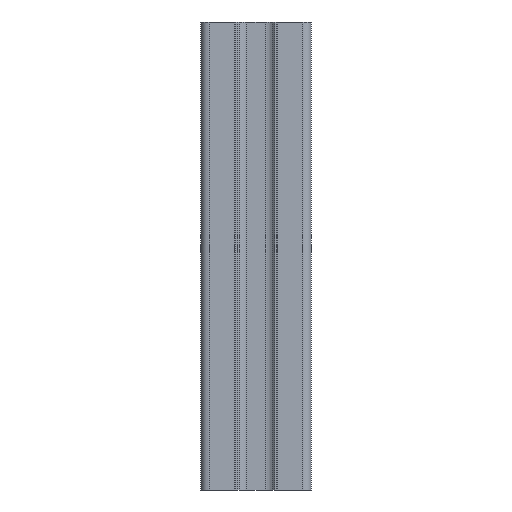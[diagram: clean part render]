
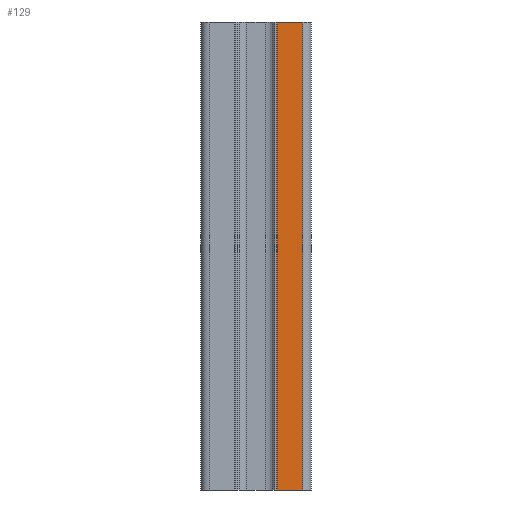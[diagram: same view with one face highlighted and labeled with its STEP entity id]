
A CAD part, left-side view. The second image highlights one B-rep face of the part: STEP entity #129.
In plain terms, the highlighted planar face has unit normal (-1, 0, 0).
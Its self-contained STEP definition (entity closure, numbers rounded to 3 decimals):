
#47=PLANE('',#1770);
#129=ADVANCED_FACE('',(#233),#47,.T.);
#233=FACE_OUTER_BOUND('',#313,.T.);
#313=EDGE_LOOP('',(#522,#523,#524,#525));
#522=ORIENTED_EDGE('',*,*,#1124,.T.);
#523=ORIENTED_EDGE('',*,*,#1159,.F.);
#524=ORIENTED_EDGE('',*,*,#1157,.F.);
#525=ORIENTED_EDGE('',*,*,#1160,.T.);
#962=VERTEX_POINT('',#2426);
#963=VERTEX_POINT('',#2427);
#986=VERTEX_POINT('',#2492);
#987=VERTEX_POINT('',#2494);
#1124=EDGE_CURVE('',#962,#963,#1334,.T.);
#1157=EDGE_CURVE('',#986,#987,#1359,.T.);
#1159=EDGE_CURVE('',#987,#963,#1361,.T.);
#1160=EDGE_CURVE('',#986,#962,#1362,.T.);
#1334=LINE('',#2425,#1534);
#1359=LINE('',#2493,#1559);
#1361=LINE('',#2497,#1561);
#1362=LINE('',#2498,#1562);
#1534=VECTOR('',#1958,1.);
#1559=VECTOR('',#2019,1.);
#1561=VECTOR('',#2023,1.);
#1562=VECTOR('',#2024,1.);
#1770=AXIS2_PLACEMENT_3D('',#2499,#2025,#2026);
#1958=DIRECTION('',(0.,0.,1.));
#2019=DIRECTION('',(0.,0.,1.));
#2023=DIRECTION('',(0.,-1.,0.));
#2024=DIRECTION('',(0.,-1.,0.));
#2025=DIRECTION('',(-1.,0.,0.));
#2026=DIRECTION('',(0.,-1.,0.));
#2425=CARTESIAN_POINT('',(-10.,-8.5,0.));
#2426=CARTESIAN_POINT('',(-10.,-8.5,-1.));
#2427=CARTESIAN_POINT('',(-10.,-8.5,84.));
#2492=CARTESIAN_POINT('',(-10.,-3.9,-1.));
#2493=CARTESIAN_POINT('',(-10.,-3.9,0.));
#2494=CARTESIAN_POINT('',(-10.,-3.9,84.));
#2497=CARTESIAN_POINT('',(-10.,-3.9,84.));
#2498=CARTESIAN_POINT('',(-10.,0.,-1.));
#2499=CARTESIAN_POINT('',(-10.,-3.9,0.));
